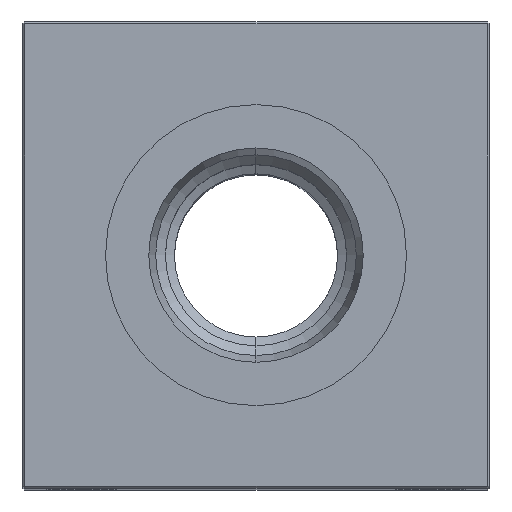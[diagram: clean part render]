
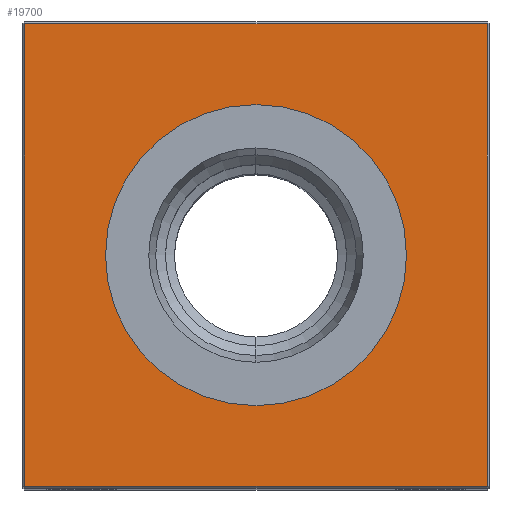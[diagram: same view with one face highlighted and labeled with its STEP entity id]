
A CAD part, top view. The second image highlights one B-rep face of the part: STEP entity #19700.
In plain terms, the highlighted planar face has unit normal (0, 0, 1).
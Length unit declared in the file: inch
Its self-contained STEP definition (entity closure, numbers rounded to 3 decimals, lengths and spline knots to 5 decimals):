
#105 = VERTEX_POINT ( 'NONE', #11458 ) ;
#263 = LINE ( 'NONE', #4532, #24562 ) ;
#272 = VERTEX_POINT ( 'NONE', #8733 ) ;
#344 = DIRECTION ( 'NONE',  ( -1., 0., 0. ) ) ;
#1326 = CARTESIAN_POINT ( 'NONE',  ( 0., 0., 5.5 ) ) ;
#3166 = CARTESIAN_POINT ( 'NONE',  ( 0., 0., 5.5 ) ) ;
#3504 = AXIS2_PLACEMENT_3D ( 'NONE', #10861, #4931, #19403 ) ;
#3600 = PLANE ( 'NONE',  #13958 ) ;
#4532 = CARTESIAN_POINT ( 'NONE',  ( -1.24, 0., 5.5 ) ) ;
#4924 = AXIS2_PLACEMENT_3D ( 'NONE', #3166, #19534, #13378 ) ;
#4931 = DIRECTION ( 'NONE',  ( 0., 0., -1. ) ) ;
#5750 = CARTESIAN_POINT ( 'NONE',  ( -1.24, 1.24, 5.5 ) ) ;
#5825 = ORIENTED_EDGE ( 'NONE', *, *, #22796, .T. ) ;
#6688 = CARTESIAN_POINT ( 'NONE',  ( 0., -1.24, 5.5 ) ) ;
#7415 = CARTESIAN_POINT ( 'NONE',  ( 1.24, 0., 5.5 ) ) ;
#7826 = EDGE_CURVE ( 'NONE', #9244, #12373, #22756, .T. ) ;
#8441 = DIRECTION ( 'NONE',  ( 0., -1., 0. ) ) ;
#8733 = CARTESIAN_POINT ( 'NONE',  ( 1.24, -1.24, 5.5 ) ) ;
#8744 = ORIENTED_EDGE ( 'NONE', *, *, #21511, .T. ) ;
#8745 = VECTOR ( 'NONE', #11317, 39.37008 ) ;
#9050 = CARTESIAN_POINT ( 'NONE',  ( 0., 1.24, 5.5 ) ) ;
#9183 = CARTESIAN_POINT ( 'NONE',  ( 0., -0.80709, 5.5 ) ) ;
#9244 = VERTEX_POINT ( 'NONE', #18095 ) ;
#9247 = EDGE_LOOP ( 'NONE', ( #11665, #8744, #5825, #21578 ) ) ;
#9297 = LINE ( 'NONE', #7415, #8745 ) ;
#9317 = EDGE_CURVE ( 'NONE', #23581, #22594, #263, .T. ) ;
#10861 = CARTESIAN_POINT ( 'NONE',  ( 0., 0., 5.5 ) ) ;
#11317 = DIRECTION ( 'NONE',  ( 0., 1., 0. ) ) ;
#11458 = CARTESIAN_POINT ( 'NONE',  ( 1.24, 1.24, 5.5 ) ) ;
#11665 = ORIENTED_EDGE ( 'NONE', *, *, #9317, .T. ) ;
#12373 = VERTEX_POINT ( 'NONE', #9183 ) ;
#12554 = LINE ( 'NONE', #9050, #18826 ) ;
#13378 = DIRECTION ( 'NONE',  ( -1., 0., 0. ) ) ;
#13958 = AXIS2_PLACEMENT_3D ( 'NONE', #1326, #17433, #21949 ) ;
#14585 = ORIENTED_EDGE ( 'NONE', *, *, #7826, .T. ) ;
#15629 = CARTESIAN_POINT ( 'NONE',  ( -1.24, -1.24, 5.5 ) ) ;
#15677 = FACE_BOUND ( 'NONE', #15840, .T. ) ;
#15840 = EDGE_LOOP ( 'NONE', ( #14585, #16831 ) ) ;
#16655 = EDGE_CURVE ( 'NONE', #105, #23581, #12554, .T. ) ;
#16831 = ORIENTED_EDGE ( 'NONE', *, *, #23838, .T. ) ;
#16874 = LINE ( 'NONE', #6688, #17753 ) ;
#17433 = DIRECTION ( 'NONE',  ( 0., 0., -1. ) ) ;
#17753 = VECTOR ( 'NONE', #21005, 39.37008 ) ;
#18095 = CARTESIAN_POINT ( 'NONE',  ( 0., 0.80709, 5.5 ) ) ;
#18826 = VECTOR ( 'NONE', #344, 39.37008 ) ;
#19403 = DIRECTION ( 'NONE',  ( -1., 0., 0. ) ) ;
#19534 = DIRECTION ( 'NONE',  ( 0., 0., -1. ) ) ;
#19689 = FACE_OUTER_BOUND ( 'NONE', #9247, .T. ) ;
#19700 = ADVANCED_FACE ( 'NONE', ( #19689, #15677 ), #3600, .F. ) ;
#21005 = DIRECTION ( 'NONE',  ( 1., 0., 0. ) ) ;
#21511 = EDGE_CURVE ( 'NONE', #22594, #272, #16874, .T. ) ;
#21578 = ORIENTED_EDGE ( 'NONE', *, *, #16655, .T. ) ;
#21949 = DIRECTION ( 'NONE',  ( -1., 0., 0. ) ) ;
#22594 = VERTEX_POINT ( 'NONE', #15629 ) ;
#22756 = CIRCLE ( 'NONE', #3504, 0.80709 ) ;
#22796 = EDGE_CURVE ( 'NONE', #272, #105, #9297, .T. ) ;
#23581 = VERTEX_POINT ( 'NONE', #5750 ) ;
#23758 = CIRCLE ( 'NONE', #4924, 0.80709 ) ;
#23838 = EDGE_CURVE ( 'NONE', #12373, #9244, #23758, .T. ) ;
#24562 = VECTOR ( 'NONE', #8441, 39.37008 ) ;
